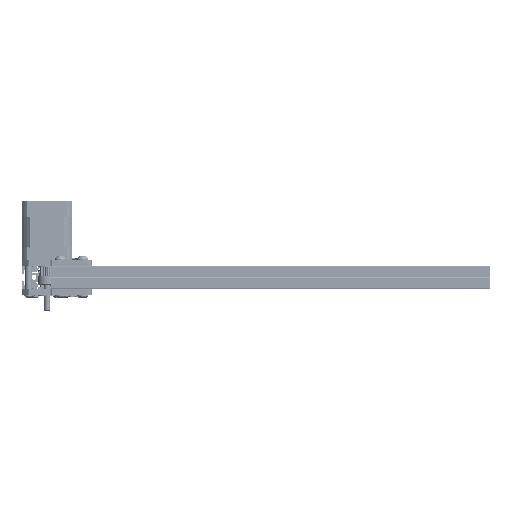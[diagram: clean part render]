
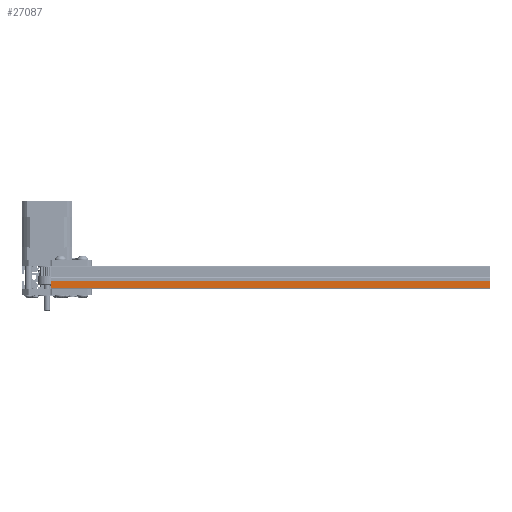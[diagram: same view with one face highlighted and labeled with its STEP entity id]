
A CAD part, left-side view. The second image highlights one B-rep face of the part: STEP entity #27087.
In plain terms, the highlighted face is planar.
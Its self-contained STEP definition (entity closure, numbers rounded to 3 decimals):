
#2168=PLANE('',#30644);
#3642=FACE_OUTER_BOUND('',#5386,.T.);
#5386=EDGE_LOOP('',(#24802,#24803,#24804,#24805));
#7478=LINE('',#49906,#9618);
#7479=LINE('',#49909,#9619);
#7480=LINE('',#49911,#9620);
#7481=LINE('',#49912,#9621);
#9618=VECTOR('',#39076,1000.);
#9619=VECTOR('',#39079,1000.);
#9620=VECTOR('',#39080,10.);
#9621=VECTOR('',#39081,1000.);
#13622=VERTEX_POINT('',#49902);
#13623=VERTEX_POINT('',#49904);
#13624=VERTEX_POINT('',#49908);
#13625=VERTEX_POINT('',#49910);
#17380=EDGE_CURVE('',#13623,#13622,#7478,.T.);
#17381=EDGE_CURVE('',#13622,#13624,#7479,.T.);
#17382=EDGE_CURVE('',#13623,#13625,#7480,.T.);
#17383=EDGE_CURVE('',#13625,#13624,#7481,.T.);
#24802=ORIENTED_EDGE('',*,*,#17381,.F.);
#24803=ORIENTED_EDGE('',*,*,#17380,.F.);
#24804=ORIENTED_EDGE('',*,*,#17382,.T.);
#24805=ORIENTED_EDGE('',*,*,#17383,.T.);
#27087=ADVANCED_FACE('',(#3642),#2168,.T.);
#30644=AXIS2_PLACEMENT_3D('',#49907,#39077,#39078);
#39076=DIRECTION('',(0.,0.,1.));
#39077=DIRECTION('center_axis',(0.,1.,0.));
#39078=DIRECTION('ref_axis',(0.,0.,1.));
#39079=DIRECTION('',(-1.,0.,0.));
#39080=DIRECTION('',(-1.,0.,0.));
#39081=DIRECTION('',(0.,0.,1.));
#49902=CARTESIAN_POINT('',(9.,10.,20.));
#49904=CARTESIAN_POINT('',(9.,10.,-350.));
#49906=CARTESIAN_POINT('',(9.,10.,-200.));
#49907=CARTESIAN_POINT('Origin',(9.,10.,-200.));
#49908=CARTESIAN_POINT('',(3.,10.,20.));
#49909=CARTESIAN_POINT('',(9.,10.,20.));
#49910=CARTESIAN_POINT('',(3.,10.,-350.));
#49911=CARTESIAN_POINT('',(0.,10.,-350.));
#49912=CARTESIAN_POINT('',(3.,10.,-200.));
